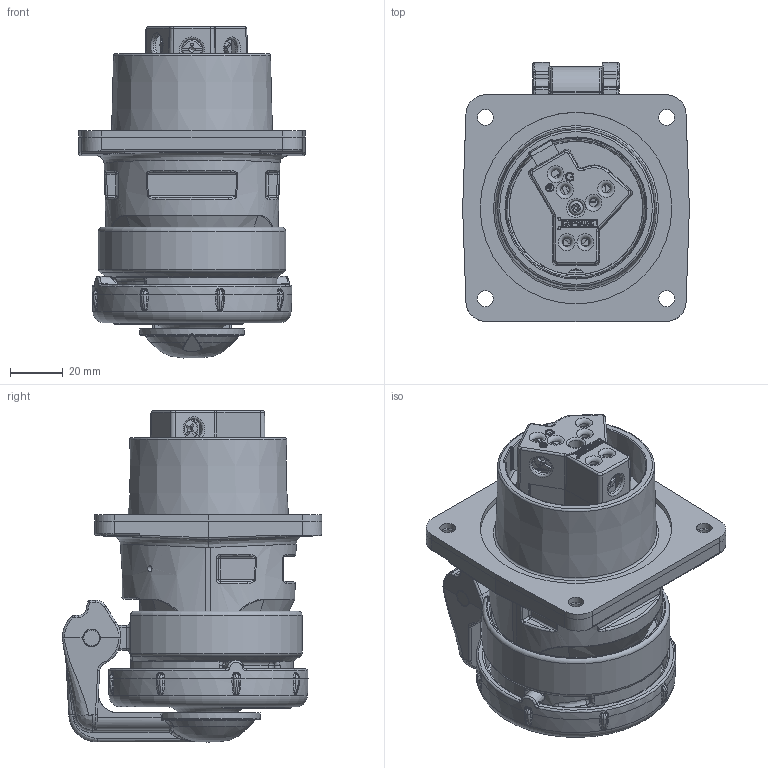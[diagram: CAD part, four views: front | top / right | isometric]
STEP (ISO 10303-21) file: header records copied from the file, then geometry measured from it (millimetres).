
FILE_DESCRIPTION(/* description */ (''),/* implementation_level */ '2;1');
FILE_NAME(/* name */ 'UGRS-20231BQW.stp',/* time_stamp */ '2019-12-17T13:33:41-06:00',/* author */ (''),/* organization */ (''),/* preprocessor_version */ 'ST-DEVELOPER v11',/* originating_system */ 'SIEMENS UGS NX 6.0',/* authorisation */ '');
FILE_SCHEMA (('CONFIG_CONTROL_DESIGN'));
Products named in the file (1): bstrCD56no72
Bounding box: 86.36 x 98.74 x 126.45 mm (x, y, z)
Volume: 83973.2 mm3; surface area: 127373.8 mm2
Topology: 24 solids, 27 shells, 3138 faces, 7672 edges, 4593 vertices
Faces by surface type: plane 1189, cylinder 933, bspline 521, torus 248, sphere 113, cone 88, extrusion 46
Full cylindrical faces by diameter (mm): 1.245 x2, 2.184 x2, 2.413 x3, 2.54 x1, 2.769 x1, 3.048 x3, 3.124 x3, 3.15 x1, 3.175 x1, 3.302 x4, 3.454 x3, 3.759 x3, 4.013 x3, 4.089 x3, 4.181 x3, 4.305 x2, 4.674 x3, 4.801 x3, 5.156 x1, 5.385 x1, 5.588 x1, 6.096 x4, 6.35 x11, 6.452 x2, 6.756 x1, 7.938 x15, 12.446 x1, 42.164 x3, 44.45 x1, 46.736 x1
Entity records: 108927 total; most frequent: CARTESIAN_POINT 40797, ORIENTED_EDGE 14390, DIRECTION 13460, EDGE_CURVE 7195, AXIS2_PLACEMENT_3D 5049, VERTEX_POINT 4435, EDGE_LOOP 3528, VECTOR 3362
